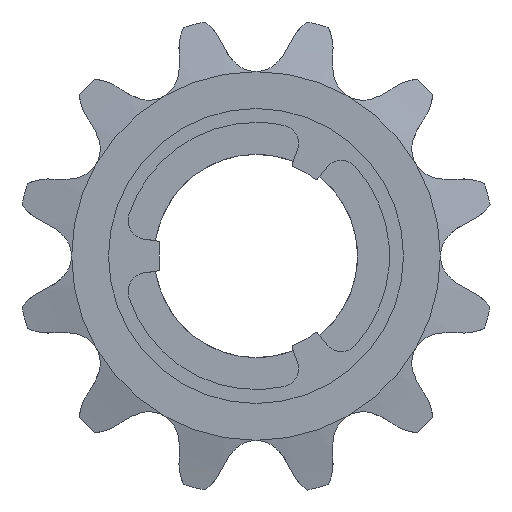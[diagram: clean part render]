
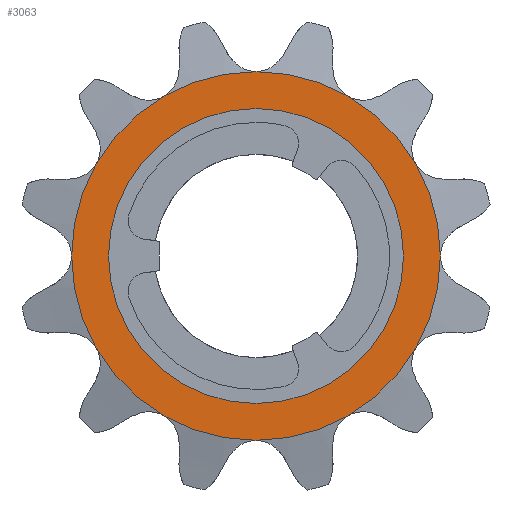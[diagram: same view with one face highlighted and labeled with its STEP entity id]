
A CAD part, left-side view. The second image highlights one B-rep face of the part: STEP entity #3063.
In plain terms, the highlighted planar face has unit normal (-1, 0, 0).
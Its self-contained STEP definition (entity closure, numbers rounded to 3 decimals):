
#86 = CIRCLE ( 'NONE', #2363, 15.869 ) ;
#87 = VERTEX_POINT ( 'NONE', #4039 ) ;
#144 = CIRCLE ( 'NONE', #1940, 15.869 ) ;
#186 = ORIENTED_EDGE ( 'NONE', *, *, #5193, .T. ) ;
#358 = DIRECTION ( 'NONE',  ( -1., 0., 0. ) ) ;
#477 = VERTEX_POINT ( 'NONE', #5476 ) ;
#607 = ORIENTED_EDGE ( 'NONE', *, *, #3923, .T. ) ;
#768 = AXIS2_PLACEMENT_3D ( 'NONE', #2019, #1427, #981 ) ;
#883 = VERTEX_POINT ( 'NONE', #3656 ) ;
#981 = DIRECTION ( 'NONE',  ( 0., 0., 1. ) ) ;
#1290 = EDGE_CURVE ( 'NONE', #477, #3434, #144, .T. ) ;
#1354 = DIRECTION ( 'NONE',  ( 1., 0., 0. ) ) ;
#1427 = DIRECTION ( 'NONE',  ( 1., 0., 0. ) ) ;
#1749 = FACE_OUTER_BOUND ( 'NONE', #3047, .T. ) ;
#1835 = EDGE_CURVE ( 'NONE', #87, #883, #3896, .T. ) ;
#1841 = DIRECTION ( 'NONE',  ( 0., 0., 1. ) ) ;
#1857 = CARTESIAN_POINT ( 'NONE',  ( -13.323, 0., 0. ) ) ;
#1940 = AXIS2_PLACEMENT_3D ( 'NONE', #4663, #5130, #3427 ) ;
#1994 = ORIENTED_EDGE ( 'NONE', *, *, #1835, .T. ) ;
#2019 = CARTESIAN_POINT ( 'NONE',  ( -13.323, 0., 0. ) ) ;
#2363 = AXIS2_PLACEMENT_3D ( 'NONE', #5805, #358, #3968 ) ;
#2667 = ORIENTED_EDGE ( 'NONE', *, *, #1290, .T. ) ;
#2734 = CARTESIAN_POINT ( 'NONE',  ( -13.323, 0., 0. ) ) ;
#2780 = DIRECTION ( 'NONE',  ( 0., 0., 1. ) ) ;
#3047 = EDGE_LOOP ( 'NONE', ( #186, #2667 ) ) ;
#3063 = ADVANCED_FACE ( 'NONE', ( #1749, #3561 ), #5342, .T. ) ;
#3126 = CIRCLE ( 'NONE', #3416, 12.7 ) ;
#3175 = EDGE_LOOP ( 'NONE', ( #607, #1994 ) ) ;
#3416 = AXIS2_PLACEMENT_3D ( 'NONE', #1857, #1354, #2780 ) ;
#3427 = DIRECTION ( 'NONE',  ( 0., 0., 1. ) ) ;
#3434 = VERTEX_POINT ( 'NONE', #4459 ) ;
#3561 = FACE_BOUND ( 'NONE', #3175, .T. ) ;
#3656 = CARTESIAN_POINT ( 'NONE',  ( -13.323, 0., 12.7 ) ) ;
#3896 = CIRCLE ( 'NONE', #768, 12.7 ) ;
#3923 = EDGE_CURVE ( 'NONE', #883, #87, #3126, .T. ) ;
#3968 = DIRECTION ( 'NONE',  ( 0., 0., 1. ) ) ;
#4039 = CARTESIAN_POINT ( 'NONE',  ( -13.323, 0., -12.7 ) ) ;
#4459 = CARTESIAN_POINT ( 'NONE',  ( -13.323, 0., -15.869 ) ) ;
#4558 = DIRECTION ( 'NONE',  ( -1., 0., 0. ) ) ;
#4663 = CARTESIAN_POINT ( 'NONE',  ( -13.323, 0., 0. ) ) ;
#5130 = DIRECTION ( 'NONE',  ( -1., 0., 0. ) ) ;
#5193 = EDGE_CURVE ( 'NONE', #3434, #477, #86, .T. ) ;
#5342 = PLANE ( 'NONE',  #5382 ) ;
#5382 = AXIS2_PLACEMENT_3D ( 'NONE', #2734, #4558, #1841 ) ;
#5476 = CARTESIAN_POINT ( 'NONE',  ( -13.323, 0., 15.869 ) ) ;
#5805 = CARTESIAN_POINT ( 'NONE',  ( -13.323, 0., 0. ) ) ;
